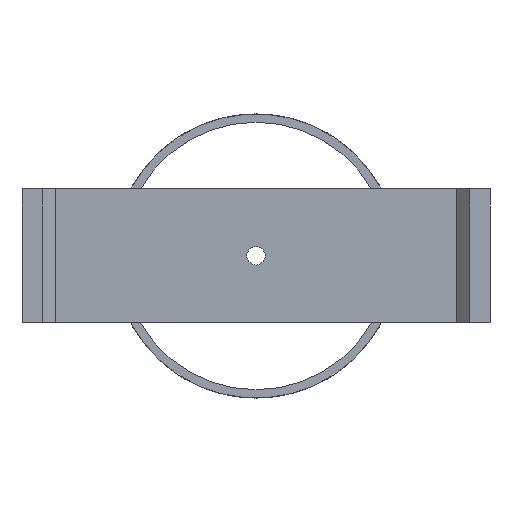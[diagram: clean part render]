
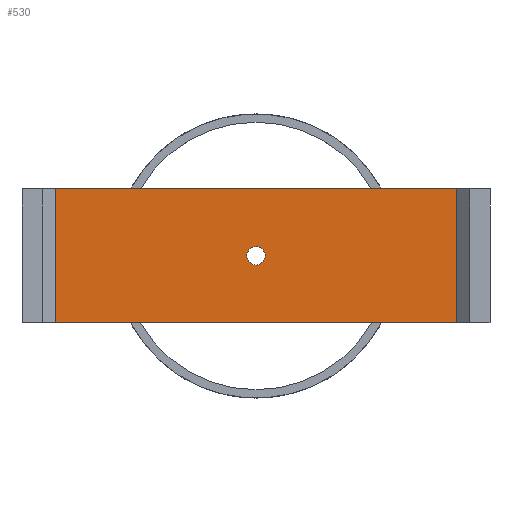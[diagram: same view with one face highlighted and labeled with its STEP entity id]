
A CAD part, top view. The second image highlights one B-rep face of the part: STEP entity #530.
In plain terms, the highlighted planar face has unit normal (0, 0, 1).
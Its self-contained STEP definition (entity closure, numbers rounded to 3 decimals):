
#31=FACE_BOUND('',#107,.T.);
#48=CIRCLE('',#581,2.75);
#73=FACE_OUTER_BOUND('',#106,.T.);
#106=EDGE_LOOP('',(#456,#457,#458,#459));
#107=EDGE_LOOP('',(#460));
#119=LINE('',#757,#172);
#136=LINE('',#794,#189);
#140=LINE('',#803,#193);
#160=LINE('',#853,#213);
#172=VECTOR('',#607,10.);
#189=VECTOR('',#630,10.);
#193=VECTOR('',#638,10.);
#213=VECTOR('',#682,10.);
#224=VERTEX_POINT('',#754);
#225=VERTEX_POINT('',#756);
#242=VERTEX_POINT('',#792);
#245=VERTEX_POINT('',#802);
#267=VERTEX_POINT('',#872);
#275=EDGE_CURVE('',#225,#224,#119,.T.);
#294=EDGE_CURVE('',#224,#242,#136,.T.);
#298=EDGE_CURVE('',#245,#225,#140,.T.);
#324=EDGE_CURVE('',#242,#245,#160,.T.);
#335=EDGE_CURVE('',#267,#267,#48,.T.);
#456=ORIENTED_EDGE('',*,*,#324,.T.);
#457=ORIENTED_EDGE('',*,*,#298,.T.);
#458=ORIENTED_EDGE('',*,*,#275,.T.);
#459=ORIENTED_EDGE('',*,*,#294,.T.);
#460=ORIENTED_EDGE('',*,*,#335,.T.);
#508=PLANE('',#584);
#530=ADVANCED_FACE('',(#73,#31),#508,.T.);
#581=AXIS2_PLACEMENT_3D('',#873,#710,#711);
#584=AXIS2_PLACEMENT_3D('',#877,#717,#718);
#607=DIRECTION('',(0.,1.,0.));
#630=DIRECTION('',(-1.,0.,0.));
#638=DIRECTION('',(1.,0.,0.));
#682=DIRECTION('',(0.,-1.,0.));
#710=DIRECTION('center_axis',(0.,0.,-1.));
#711=DIRECTION('ref_axis',(-1.,0.,0.));
#717=DIRECTION('center_axis',(0.,0.,1.));
#718=DIRECTION('ref_axis',(-1.,0.,0.));
#754=CARTESIAN_POINT('',(60.,20.,28.));
#756=CARTESIAN_POINT('',(60.,-20.,28.));
#757=CARTESIAN_POINT('',(60.,10.,28.));
#792=CARTESIAN_POINT('',(-60.,20.,28.));
#794=CARTESIAN_POINT('',(-70.,20.,28.));
#802=CARTESIAN_POINT('',(-60.,-20.,28.));
#803=CARTESIAN_POINT('',(70.,-20.,28.));
#853=CARTESIAN_POINT('',(-60.,-10.,28.));
#872=CARTESIAN_POINT('',(2.75,0.,28.));
#873=CARTESIAN_POINT('Origin',(0.,0.,28.));
#877=CARTESIAN_POINT('Origin',(0.,0.,
28.));
